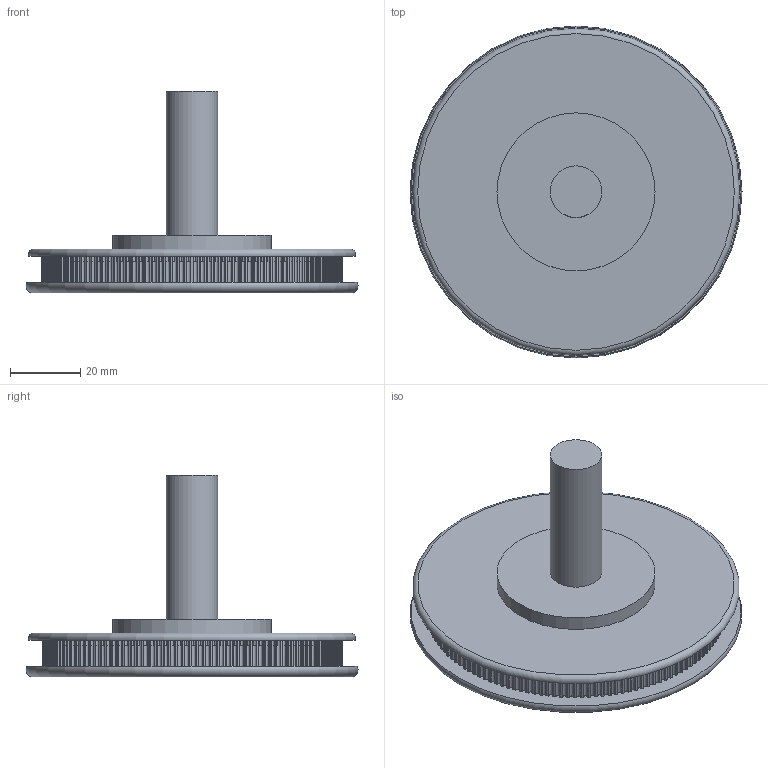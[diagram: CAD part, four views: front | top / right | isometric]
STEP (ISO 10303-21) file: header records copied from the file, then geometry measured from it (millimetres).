
FILE_DESCRIPTION(/* description */ ('','CAx-IF Rec.Pracs.---Representation and Presentation of Product Manufacturing Information (PMI)---4.0---2014-10-13'),/* implementation_level */ '2;1');
FILE_NAME(/* name */ 'pulley_base.step',/* time_stamp */ '2025-07-28T20:06:11+05:30',/* author */ (''),/* organization */ (''),/* preprocessor_version */ 'ST-DEVELOPER v20',/* originating_system */ 'Autodesk Translation Framework v13.20.0.188',/* authorisation */ '');
FILE_SCHEMA (('AP242_MANAGED_MODEL_BASED_3D_ENGINEERING_MIM_LF { 1 0 10303 442 1 1 4 }'));
Length unit declared in the file: millimetre
Products named in the file (1): pulley_OG
Bounding box: 94.54 x 94.54 x 57.5 mm (x, y, z)
Volume: 98130.1 mm3; surface area: 34235.2 mm2
Topology: 2 solids, 2 shells, 695 faces, 2184 edges, 1366 vertices
Faces by surface type: cylinder 681, plane 12, torus 2
Full cylindrical faces by diameter (mm): 2.5 x4, 14.7 x1, 45 x1
Entity records: 26085 total; most frequent: DIRECTION 5214, ORIENTED_EDGE 4638, CARTESIAN_POINT 4381, EDGE_CURVE 2319, AXIS2_PLACEMENT_3D 2199, CIRCLE 1503, VERTEX_POINT 1366, LINE 816
